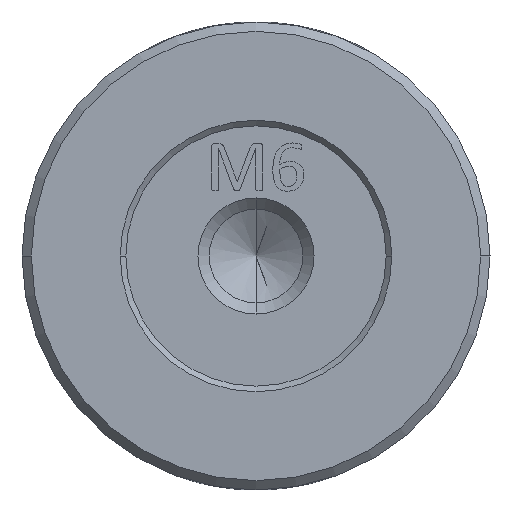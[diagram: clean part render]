
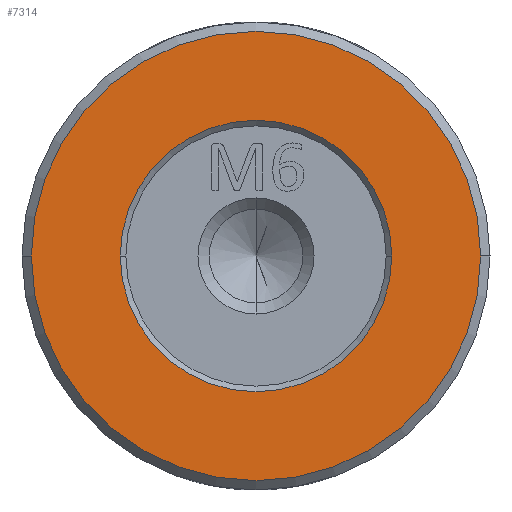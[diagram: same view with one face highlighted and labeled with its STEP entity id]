
A CAD part, left-side view. The second image highlights one B-rep face of the part: STEP entity #7314.
In plain terms, the highlighted planar face has unit normal (-1, 0, 0).
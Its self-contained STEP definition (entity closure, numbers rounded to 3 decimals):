
#1062 = FACE_OUTER_BOUND ( 'NONE', #9054, .T. ) ;
#1165 = DIRECTION ( 'NONE',  ( 0., -1., 0. ) ) ;
#1300 = DIRECTION ( 'NONE',  ( 1., 0., 0. ) ) ;
#1599 = DIRECTION ( 'NONE',  ( 1., 0., 0. ) ) ;
#2472 = EDGE_LOOP ( 'NONE', ( #3706, #12078 ) ) ;
#2539 = CARTESIAN_POINT ( 'NONE',  ( -41.199, -3.461, 2.763 ) ) ;
#2857 = EDGE_CURVE ( 'NONE', #9370, #5883, #5384, .T. ) ;
#3419 = VERTEX_POINT ( 'NONE', #2539 ) ;
#3706 = ORIENTED_EDGE ( 'NONE', *, *, #2857, .T. ) ;
#4072 = CARTESIAN_POINT ( 'NONE',  ( -41.199, 15.789, 2.763 ) ) ;
#4770 = CIRCLE ( 'NONE', #12327, 12. ) ;
#5037 = CARTESIAN_POINT ( 'NONE',  ( -41.199, 20.539, 2.763 ) ) ;
#5324 = DIRECTION ( 'NONE',  ( -1., 0., 0. ) ) ;
#5384 = CIRCLE ( 'NONE', #8992, 7.25 ) ;
#5883 = VERTEX_POINT ( 'NONE', #4072 ) ;
#6405 = DIRECTION ( 'NONE',  ( 0., -1., 0. ) ) ;
#6613 = EDGE_CURVE ( 'NONE', #5883, #9370, #12010, .T. ) ;
#6900 = EDGE_CURVE ( 'NONE', #3419, #11049, #4770, .T. ) ;
#6991 = CIRCLE ( 'NONE', #8323, 12. ) ;
#7295 = DIRECTION ( 'NONE',  ( 0., 1., 0. ) ) ;
#7314 = ADVANCED_FACE ( 'NONE', ( #10622, #1062 ), #8611, .T. ) ;
#8058 = ORIENTED_EDGE ( 'NONE', *, *, #6900, .T. ) ;
#8323 = AXIS2_PLACEMENT_3D ( 'NONE', #9807, #12800, #1165 ) ;
#8611 = PLANE ( 'NONE',  #9220 ) ;
#8992 = AXIS2_PLACEMENT_3D ( 'NONE', #9001, #1599, #12935 ) ;
#9001 = CARTESIAN_POINT ( 'NONE',  ( -41.199, 8.539, 2.763 ) ) ;
#9054 = EDGE_LOOP ( 'NONE', ( #10291, #8058 ) ) ;
#9220 = AXIS2_PLACEMENT_3D ( 'NONE', #12892, #5324, #7295 ) ;
#9370 = VERTEX_POINT ( 'NONE', #9615 ) ;
#9615 = CARTESIAN_POINT ( 'NONE',  ( -41.199, 1.289, 2.763 ) ) ;
#9807 = CARTESIAN_POINT ( 'NONE',  ( -41.199, 8.539, 2.763 ) ) ;
#10291 = ORIENTED_EDGE ( 'NONE', *, *, #10402, .T. ) ;
#10402 = EDGE_CURVE ( 'NONE', #11049, #3419, #6991, .T. ) ;
#10622 = FACE_BOUND ( 'NONE', #2472, .T. ) ;
#10682 = AXIS2_PLACEMENT_3D ( 'NONE', #10855, #1300, #6405 ) ;
#10855 = CARTESIAN_POINT ( 'NONE',  ( -41.199, 8.539, 2.763 ) ) ;
#10925 = DIRECTION ( 'NONE',  ( 0., -1., 0. ) ) ;
#11049 = VERTEX_POINT ( 'NONE', #5037 ) ;
#12010 = CIRCLE ( 'NONE', #10682, 7.25 ) ;
#12038 = CARTESIAN_POINT ( 'NONE',  ( -41.199, 8.539, 2.763 ) ) ;
#12078 = ORIENTED_EDGE ( 'NONE', *, *, #6613, .T. ) ;
#12113 = DIRECTION ( 'NONE',  ( -1., 0., 0. ) ) ;
#12327 = AXIS2_PLACEMENT_3D ( 'NONE', #12038, #12113, #10925 ) ;
#12800 = DIRECTION ( 'NONE',  ( -1., 0., 0. ) ) ;
#12892 = CARTESIAN_POINT ( 'NONE',  ( -41.199, 8.539, 2.763 ) ) ;
#12935 = DIRECTION ( 'NONE',  ( 0., -1., 0. ) ) ;
